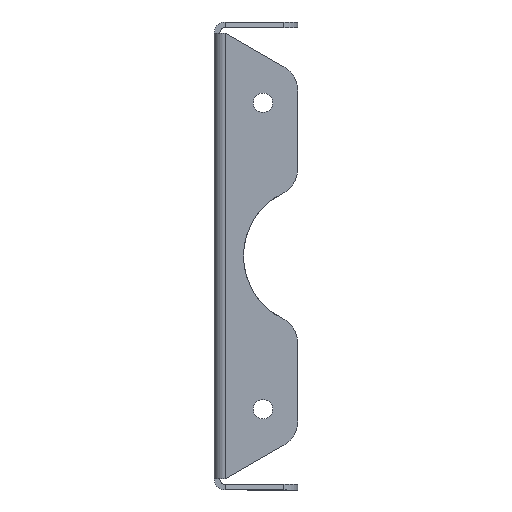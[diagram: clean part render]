
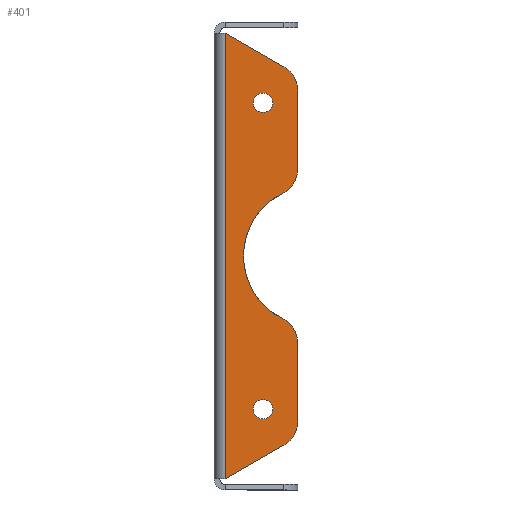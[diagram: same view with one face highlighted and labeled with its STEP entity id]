
A CAD part, left-side view. The second image highlights one B-rep face of the part: STEP entity #401.
In plain terms, the highlighted planar face has unit normal (-1, 0, 0).
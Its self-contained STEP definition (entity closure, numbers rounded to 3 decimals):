
#6 = CARTESIAN_POINT ( 'NONE',  ( -84., -14., -55. ) ) ;
#83 = CARTESIAN_POINT ( 'NONE',  ( -84., -35.5, 0. ) ) ;
#118 = CARTESIAN_POINT ( 'NONE',  ( -84., -20., -31.381 ) ) ;
#156 = CARTESIAN_POINT ( 'NONE',  ( -84., -35.627, -61.754 ) ) ;
#158 = DIRECTION ( 'NONE',  ( 0., 1., 0. ) ) ;
#169 = DIRECTION ( 'NONE',  ( 0., 1., 0. ) ) ;
#175 = VERTEX_POINT ( 'NONE', #4377 ) ;
#237 = CIRCLE ( 'NONE', #3589, 25. ) ;
#284 = CARTESIAN_POINT ( 'NONE',  ( -84., -20., -59.224 ) ) ;
#324 = DIRECTION ( 'NONE',  ( 0., 1., 0. ) ) ;
#329 = VERTEX_POINT ( 'NONE', #1490 ) ;
#389 = ORIENTED_EDGE ( 'NONE', *, *, #528, .F. ) ;
#401 = ADVANCED_FACE ( 'NONE', ( #3319, #4846, #1421 ), #665, .F. ) ;
#510 = DIRECTION ( 'NONE',  ( -1., 0., 0. ) ) ;
#528 = EDGE_CURVE ( 'NONE', #175, #329, #3535, .T. ) ;
#566 = CARTESIAN_POINT ( 'NONE',  ( -84., -30., 80. ) ) ;
#575 = EDGE_LOOP ( 'NONE', ( #4103, #3205 ) ) ;
#598 = VECTOR ( 'NONE', #3521, 1000. ) ;
#599 = VERTEX_POINT ( 'NONE', #1268 ) ;
#652 = LINE ( 'NONE', #3755, #3898 ) ;
#665 = PLANE ( 'NONE',  #4265 ) ;
#713 = ORIENTED_EDGE ( 'NONE', *, *, #2513, .T. ) ;
#761 = EDGE_CURVE ( 'NONE', #2845, #809, #2677, .T. ) ;
#809 = VERTEX_POINT ( 'NONE', #6 ) ;
#862 = LINE ( 'NONE', #156, #598 ) ;
#865 = ORIENTED_EDGE ( 'NONE', *, *, #1862, .F. ) ;
#872 = AXIS2_PLACEMENT_3D ( 'NONE', #3399, #2979, #1475 ) ;
#1025 = EDGE_CURVE ( 'NONE', #4638, #4886, #862, .T. ) ;
#1060 = VERTEX_POINT ( 'NONE', #3602 ) ;
#1248 = VECTOR ( 'NONE', #3610, 1000. ) ;
#1268 = CARTESIAN_POINT ( 'NONE',  ( -84., -24.997, 67.886 ) ) ;
#1350 = VERTEX_POINT ( 'NONE', #1378 ) ;
#1362 = EDGE_CURVE ( 'NONE', #3546, #4078, #3199, .T. ) ;
#1371 = LINE ( 'NONE', #566, #1248 ) ;
#1378 = CARTESIAN_POINT ( 'NONE',  ( -84., -4., 80. ) ) ;
#1417 = CARTESIAN_POINT ( 'NONE',  ( -84., -4., -80. ) ) ;
#1421 = FACE_OUTER_BOUND ( 'NONE', #4406, .T. ) ;
#1429 = VERTEX_POINT ( 'NONE', #4378 ) ;
#1475 = DIRECTION ( 'NONE',  ( 0., 1., 0. ) ) ;
#1490 = CARTESIAN_POINT ( 'NONE',  ( -84., -14., 55. ) ) ;
#1559 = DIRECTION ( 'NONE',  ( 1., 0., 0. ) ) ;
#1685 = CARTESIAN_POINT ( 'NONE',  ( -84., -17.5, 55. ) ) ;
#1743 = DIRECTION ( 'NONE',  ( -1., 0., 0. ) ) ;
#1754 = ORIENTED_EDGE ( 'NONE', *, *, #3739, .T. ) ;
#1862 = EDGE_CURVE ( 'NONE', #2249, #2983, #1371, .T. ) ;
#1870 = DIRECTION ( 'NONE',  ( 0., 0.866, 0.5 ) ) ;
#1879 = EDGE_CURVE ( 'NONE', #329, #175, #2688, .T. ) ;
#1915 = ORIENTED_EDGE ( 'NONE', *, *, #2136, .F. ) ;
#1961 = CIRCLE ( 'NONE', #2363, 25. ) ;
#1971 = AXIS2_PLACEMENT_3D ( 'NONE', #3996, #4376, #4665 ) ;
#1976 = EDGE_CURVE ( 'NONE', #4886, #4078, #3159, .T. ) ;
#2120 = CARTESIAN_POINT ( 'NONE',  ( -84., -30., -59.224 ) ) ;
#2133 = CIRCLE ( 'NONE', #3334, 10. ) ;
#2136 = EDGE_CURVE ( 'NONE', #4638, #1350, #4678, .T. ) ;
#2163 = DIRECTION ( 'NONE',  ( -1., 0., 0. ) ) ;
#2186 = DIRECTION ( 'NONE',  ( -1., 0., 0. ) ) ;
#2238 = DIRECTION ( 'NONE',  ( 0., 1., 0. ) ) ;
#2249 = VERTEX_POINT ( 'NONE', #3261 ) ;
#2333 = CARTESIAN_POINT ( 'NONE',  ( -84., 0., 0. ) ) ;
#2363 = AXIS2_PLACEMENT_3D ( 'NONE', #4900, #2633, #324 ) ;
#2470 = ORIENTED_EDGE ( 'NONE', *, *, #2817, .T. ) ;
#2513 = EDGE_CURVE ( 'NONE', #1060, #1429, #1961, .T. ) ;
#2588 = ORIENTED_EDGE ( 'NONE', *, *, #1362, .F. ) ;
#2631 = ORIENTED_EDGE ( 'NONE', *, *, #1879, .F. ) ;
#2633 = DIRECTION ( 'NONE',  ( 1., 0., 0. ) ) ;
#2677 = CIRCLE ( 'NONE', #3150, 3.5 ) ;
#2688 = CIRCLE ( 'NONE', #4673, 3.5 ) ;
#2741 = VERTEX_POINT ( 'NONE', #3121 ) ;
#2765 = CARTESIAN_POINT ( 'NONE',  ( -84., -24.997, -67.886 ) ) ;
#2817 = EDGE_CURVE ( 'NONE', #2249, #599, #2133, .T. ) ;
#2845 = VERTEX_POINT ( 'NONE', #3591 ) ;
#2848 = EDGE_CURVE ( 'NONE', #809, #2845, #4057, .T. ) ;
#2863 = DIRECTION ( 'NONE',  ( 0., 0., 1. ) ) ;
#2897 = CARTESIAN_POINT ( 'NONE',  ( -84., -30., 80. ) ) ;
#2925 = ORIENTED_EDGE ( 'NONE', *, *, #3777, .T. ) ;
#2948 = EDGE_LOOP ( 'NONE', ( #389, #2631 ) ) ;
#2979 = DIRECTION ( 'NONE',  ( -1., 0., 0. ) ) ;
#2983 = VERTEX_POINT ( 'NONE', #4148 ) ;
#3107 = CIRCLE ( 'NONE', #872, 10. ) ;
#3108 = CARTESIAN_POINT ( 'NONE',  ( -84., -30., -31.381 ) ) ;
#3121 = CARTESIAN_POINT ( 'NONE',  ( -84., -24.429, -22.415 ) ) ;
#3150 = AXIS2_PLACEMENT_3D ( 'NONE', #3383, #2163, #3760 ) ;
#3159 = CIRCLE ( 'NONE', #3801, 10. ) ;
#3199 = LINE ( 'NONE', #2897, #3237 ) ;
#3205 = ORIENTED_EDGE ( 'NONE', *, *, #2848, .F. ) ;
#3237 = VECTOR ( 'NONE', #4048, 1000. ) ;
#3261 = CARTESIAN_POINT ( 'NONE',  ( -84., -30., 59.224 ) ) ;
#3291 = CARTESIAN_POINT ( 'NONE',  ( -84., -17.5, 55. ) ) ;
#3319 = FACE_BOUND ( 'NONE', #2948, .T. ) ;
#3327 = ORIENTED_EDGE ( 'NONE', *, *, #4027, .T. ) ;
#3334 = AXIS2_PLACEMENT_3D ( 'NONE', #3919, #1743, #4326 ) ;
#3383 = CARTESIAN_POINT ( 'NONE',  ( -84., -17.5, -55. ) ) ;
#3399 = CARTESIAN_POINT ( 'NONE',  ( -84., -20., 31.381 ) ) ;
#3521 = DIRECTION ( 'NONE',  ( 0., -0.866, 0.5 ) ) ;
#3535 = CIRCLE ( 'NONE', #4580, 3.5 ) ;
#3546 = VERTEX_POINT ( 'NONE', #3108 ) ;
#3582 = DIRECTION ( 'NONE',  ( 1., 0., 0. ) ) ;
#3589 = AXIS2_PLACEMENT_3D ( 'NONE', #83, #3582, #158 ) ;
#3591 = CARTESIAN_POINT ( 'NONE',  ( -84., -21., -55. ) ) ;
#3602 = CARTESIAN_POINT ( 'NONE',  ( -84., -10.5, 0. ) ) ;
#3610 = DIRECTION ( 'NONE',  ( 0., 0., -1. ) ) ;
#3667 = DIRECTION ( 'NONE',  ( 0., 1., 0. ) ) ;
#3739 = EDGE_CURVE ( 'NONE', #1429, #2983, #3107, .T. ) ;
#3755 = CARTESIAN_POINT ( 'NONE',  ( -84., -35.627, 61.754 ) ) ;
#3760 = DIRECTION ( 'NONE',  ( 0., -1., 0. ) ) ;
#3777 = EDGE_CURVE ( 'NONE', #599, #1350, #652, .T. ) ;
#3801 = AXIS2_PLACEMENT_3D ( 'NONE', #284, #4167, #3667 ) ;
#3842 = DIRECTION ( 'NONE',  ( 0., 1., 0. ) ) ;
#3898 = VECTOR ( 'NONE', #1870, 1000. ) ;
#3919 = CARTESIAN_POINT ( 'NONE',  ( -84., -20., 59.224 ) ) ;
#3958 = CARTESIAN_POINT ( 'NONE',  ( -84., -4., 80. ) ) ;
#3975 = ORIENTED_EDGE ( 'NONE', *, *, #1025, .T. ) ;
#3996 = CARTESIAN_POINT ( 'NONE',  ( -84., -17.5, -55. ) ) ;
#4027 = EDGE_CURVE ( 'NONE', #3546, #2741, #4687, .T. ) ;
#4048 = DIRECTION ( 'NONE',  ( 0., 0., -1. ) ) ;
#4057 = CIRCLE ( 'NONE', #1971, 3.5 ) ;
#4060 = AXIS2_PLACEMENT_3D ( 'NONE', #118, #4329, #169 ) ;
#4078 = VERTEX_POINT ( 'NONE', #2120 ) ;
#4103 = ORIENTED_EDGE ( 'NONE', *, *, #761, .F. ) ;
#4148 = CARTESIAN_POINT ( 'NONE',  ( -84., -30., 31.381 ) ) ;
#4167 = DIRECTION ( 'NONE',  ( -1., 0., 0. ) ) ;
#4265 = AXIS2_PLACEMENT_3D ( 'NONE', #2333, #1559, #3842 ) ;
#4326 = DIRECTION ( 'NONE',  ( 0., 1., 0. ) ) ;
#4329 = DIRECTION ( 'NONE',  ( -1., 0., 0. ) ) ;
#4371 = VECTOR ( 'NONE', #2863, 1000. ) ;
#4376 = DIRECTION ( 'NONE',  ( -1., 0., 0. ) ) ;
#4377 = CARTESIAN_POINT ( 'NONE',  ( -84., -21., 55. ) ) ;
#4378 = CARTESIAN_POINT ( 'NONE',  ( -84., -24.429, 22.415 ) ) ;
#4406 = EDGE_LOOP ( 'NONE', ( #4577, #713, #1754, #865, #2470, #2925, #1915, #3975, #4629, #2588, #3327 ) ) ;
#4577 = ORIENTED_EDGE ( 'NONE', *, *, #4914, .T. ) ;
#4580 = AXIS2_PLACEMENT_3D ( 'NONE', #1685, #510, #4733 ) ;
#4629 = ORIENTED_EDGE ( 'NONE', *, *, #1976, .T. ) ;
#4638 = VERTEX_POINT ( 'NONE', #1417 ) ;
#4665 = DIRECTION ( 'NONE',  ( 0., -1., 0. ) ) ;
#4673 = AXIS2_PLACEMENT_3D ( 'NONE', #3291, #2186, #2238 ) ;
#4678 = LINE ( 'NONE', #3958, #4371 ) ;
#4687 = CIRCLE ( 'NONE', #4060, 10. ) ;
#4733 = DIRECTION ( 'NONE',  ( 0., 1., 0. ) ) ;
#4846 = FACE_BOUND ( 'NONE', #575, .T. ) ;
#4886 = VERTEX_POINT ( 'NONE', #2765 ) ;
#4900 = CARTESIAN_POINT ( 'NONE',  ( -84., -35.5, 0. ) ) ;
#4914 = EDGE_CURVE ( 'NONE', #2741, #1060, #237, .T. ) ;
